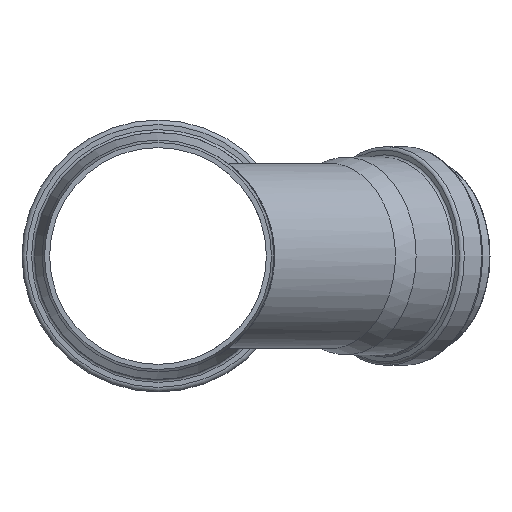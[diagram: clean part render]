
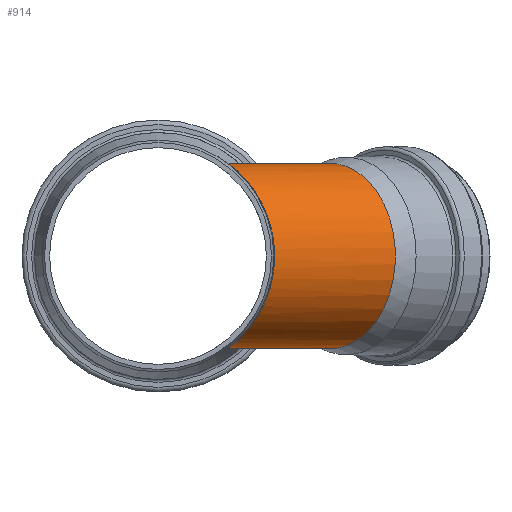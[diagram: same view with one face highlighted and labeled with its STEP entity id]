
A CAD part, front view. The second image highlights one B-rep face of the part: STEP entity #914.
In plain terms, the highlighted cylindrical face has radius 80 mm (diameter 160 mm), a partial arc.
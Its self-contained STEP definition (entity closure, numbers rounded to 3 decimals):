
#122=CYLINDRICAL_SURFACE('',#991,80.);
#139=CIRCLE('',#985,80.);
#233=FACE_OUTER_BOUND('',#313,.T.);
#313=EDGE_LOOP('',(#749,#750,#751,#752));
#446=B_SPLINE_CURVE_WITH_KNOTS('',3,(#1603,#1604,#1605,#1606,#1607,#1608,
#1609,#1610,#1611,#1612,#1613,#1614,#1615,#1616,#1617,#1618,#1619,#1620,
#1621,#1622,#1623,#1624,#1625,#1626,#1627,#1628,#1629,#1630,#1631,#1632,
#1633,#1634,#1635),.UNSPECIFIED.,.F.,.F.,(4,1,1,1,1,1,1,1,1,1,1,1,1,1,1,
1,1,1,1,1,1,1,1,1,1,1,1,1,1,1,4),(0.43,1.464,2.501,
4.576,6.651,8.725,11.491,14.257,
15.64,17.023,18.406,19.789,21.172,
22.555,25.321,28.087,30.853,33.619,
36.385,37.768,39.151,40.534,41.917,
43.992,46.066,48.141,50.215,52.29,
54.364,56.439,58.511),.UNSPECIFIED.);
#468=B_SPLINE_CURVE_WITH_KNOTS('',3,(#2167,#2168,#2169,#2170,#2171,#2172,
#2173,#2174),.UNSPECIFIED.,.F.,.F.,(4,2,2,4),(0.,0.023,0.04,
0.04),.UNSPECIFIED.);
#481=B_SPLINE_CURVE_WITH_KNOTS('',3,(#2380,#2381,#2382,#2383,#2384,#2385,
#2386,#2387),.UNSPECIFIED.,.F.,.F.,(4,2,2,4),(1.591,1.613,
1.631,1.651),.UNSPECIFIED.);
#483=VERTEX_POINT('',#1601);
#484=VERTEX_POINT('',#1602);
#501=VERTEX_POINT('',#2158);
#510=VERTEX_POINT('',#2375);
#577=EDGE_CURVE('',#483,#484,#446,.T.);
#599=EDGE_CURVE('',#501,#484,#468,.T.);
#612=EDGE_CURVE('',#483,#510,#481,.T.);
#614=EDGE_CURVE('',#510,#501,#139,.T.);
#749=ORIENTED_EDGE('',*,*,#612,.T.);
#750=ORIENTED_EDGE('',*,*,#614,.T.);
#751=ORIENTED_EDGE('',*,*,#599,.T.);
#752=ORIENTED_EDGE('',*,*,#577,.F.);
#914=ADVANCED_FACE('',(#233),#122,.T.);
#985=AXIS2_PLACEMENT_3D('',#2390,#1128,#1129);
#991=AXIS2_PLACEMENT_3D('',#2398,#1140,#1141);
#1128=DIRECTION('center_axis',(-0.707,-0.707,0.));
#1129=DIRECTION('ref_axis',(0.707,-0.707,0.));
#1140=DIRECTION('center_axis',(-0.707,-0.707,0.));
#1141=DIRECTION('ref_axis',(0.707,-0.707,0.));
#1601=CARTESIAN_POINT('',(97.122,362.112,-34.331));
#1602=CARTESIAN_POINT('',(97.122,362.112,34.331));
#1603=CARTESIAN_POINT('Ctrl Pts',(97.122,362.112,-34.331));
#1604=CARTESIAN_POINT('Ctrl Pts',(96.252,359.722,-36.593));
#1605=CARTESIAN_POINT('Ctrl Pts',(94.426,354.682,-40.833));
#1606=CARTESIAN_POINT('Ctrl Pts',(90.579,343.911,-48.323));
#1607=CARTESIAN_POINT('Ctrl Pts',(85.553,329.497,-56.161));
#1608=CARTESIAN_POINT('Ctrl Pts',(79.506,311.3,-63.729));
#1609=CARTESIAN_POINT('Ctrl Pts',(73.04,290.413,-70.464));
#1610=CARTESIAN_POINT('Ctrl Pts',(66.605,266.696,-76.014));
#1611=CARTESIAN_POINT('Ctrl Pts',(62.227,244.42,-79.167));
#1612=CARTESIAN_POINT('Ctrl Pts',(60.646,226.237,-80.158));
#1613=CARTESIAN_POINT('Ctrl Pts',(60.921,212.551,-79.837));
#1614=CARTESIAN_POINT('Ctrl Pts',(63.18,199.185,-78.027));
#1615=CARTESIAN_POINT('Ctrl Pts',(67.727,186.89,-74.191));
#1616=CARTESIAN_POINT('Ctrl Pts',(73.954,176.438,-68.125));
#1617=CARTESIAN_POINT('Ctrl Pts',(83.116,165.192,-57.316));
#1618=CARTESIAN_POINT('Ctrl Pts',(93.738,155.666,-39.497));
#1619=CARTESIAN_POINT('Ctrl Pts',(100.983,150.117,-13.693));
#1620=CARTESIAN_POINT('Ctrl Pts',(100.984,150.117,13.693));
#1621=CARTESIAN_POINT('Ctrl Pts',(93.736,155.666,39.496));
#1622=CARTESIAN_POINT('Ctrl Pts',(83.114,165.191,57.316));
#1623=CARTESIAN_POINT('Ctrl Pts',(73.955,176.437,68.125));
#1624=CARTESIAN_POINT('Ctrl Pts',(67.725,186.892,74.191));
#1625=CARTESIAN_POINT('Ctrl Pts',(63.182,199.183,78.027));
#1626=CARTESIAN_POINT('Ctrl Pts',(60.542,214.785,80.137));
#1627=CARTESIAN_POINT('Ctrl Pts',(60.845,233.111,80.078));
#1628=CARTESIAN_POINT('Ctrl Pts',(63.854,253.373,78.031));
#1629=CARTESIAN_POINT('Ctrl Pts',(68.343,273.183,74.547));
#1630=CARTESIAN_POINT('Ctrl Pts',(73.688,292.503,69.79));
#1631=CARTESIAN_POINT('Ctrl Pts',(79.504,311.298,63.729));
#1632=CARTESIAN_POINT('Ctrl Pts',(85.555,329.501,56.16));
#1633=CARTESIAN_POINT('Ctrl Pts',(91.577,346.776,46.761));
#1634=CARTESIAN_POINT('Ctrl Pts',(95.379,357.326,38.86));
#1635=CARTESIAN_POINT('Ctrl Pts',(97.122,362.112,34.331));
#2158=CARTESIAN_POINT('',(97.326,362.091,34.664));
#2167=CARTESIAN_POINT('Ctrl Pts',(97.326,362.091,34.664));
#2168=CARTESIAN_POINT('Ctrl Pts',(97.303,362.115,34.595));
#2169=CARTESIAN_POINT('Ctrl Pts',(97.272,362.131,34.524));
#2170=CARTESIAN_POINT('Ctrl Pts',(97.2,362.135,34.413));
#2171=CARTESIAN_POINT('Ctrl Pts',(97.166,362.129,34.371));
#2172=CARTESIAN_POINT('Ctrl Pts',(97.126,362.113,34.334));
#2173=CARTESIAN_POINT('Ctrl Pts',(97.124,362.113,34.332));
#2174=CARTESIAN_POINT('Ctrl Pts',(97.122,362.112,34.331));
#2375=CARTESIAN_POINT('',(97.326,362.091,-34.664));
#2380=CARTESIAN_POINT('Ctrl Pts',(97.122,362.112,-34.331));
#2381=CARTESIAN_POINT('Ctrl Pts',(97.158,362.126,-34.362));
#2382=CARTESIAN_POINT('Ctrl Pts',(97.189,362.133,-34.399));
#2383=CARTESIAN_POINT('Ctrl Pts',(97.24,362.134,-34.474));
#2384=CARTESIAN_POINT('Ctrl Pts',(97.26,362.13,-34.508));
#2385=CARTESIAN_POINT('Ctrl Pts',(97.296,362.116,-34.583));
#2386=CARTESIAN_POINT('Ctrl Pts',(97.313,362.105,-34.624));
#2387=CARTESIAN_POINT('Ctrl Pts',(97.326,362.091,-34.664));
#2390=CARTESIAN_POINT('Origin',(148.309,311.109,0.));
#2398=CARTESIAN_POINT('Origin',(74.154,236.954,0.));
